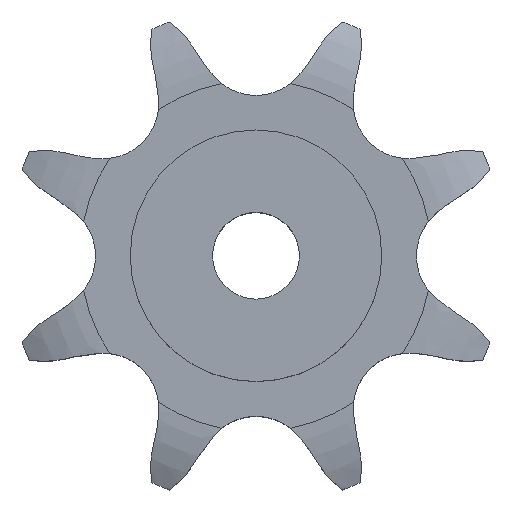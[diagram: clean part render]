
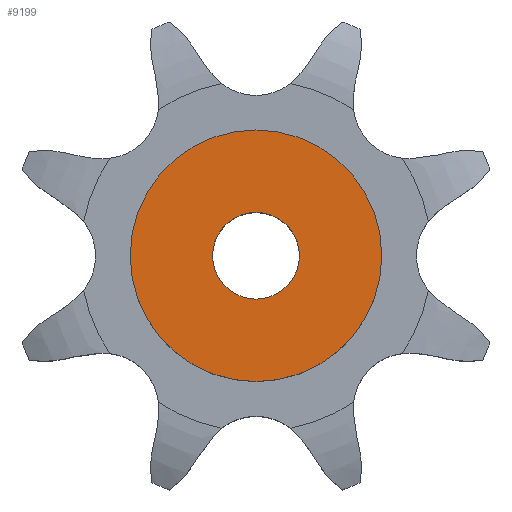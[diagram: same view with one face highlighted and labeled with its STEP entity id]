
A CAD part, top view. The second image highlights one B-rep face of the part: STEP entity #9199.
In plain terms, the highlighted planar face has unit normal (0, 0, 1).
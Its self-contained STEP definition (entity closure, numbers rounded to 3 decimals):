
#1749 = CYLINDRICAL_SURFACE('',#1750,29.);
#1750 = AXIS2_PLACEMENT_3D('',#1751,#1752,#1753);
#1751 = CARTESIAN_POINT('',(0.,0.,0.));
#1752 = DIRECTION('',(-0.,-0.,-1.));
#1753 = DIRECTION('',(1.,0.,0.));
#6068 = VERTEX_POINT('',#6069);
#6069 = CARTESIAN_POINT('',(29.,0.,45.));
#6090 = EDGE_CURVE('',#6068,#6068,#6091,.T.);
#6091 = SURFACE_CURVE('',#6092,(#6097,#6104),.PCURVE_S1.);
#6092 = CIRCLE('',#6093,29.);
#6093 = AXIS2_PLACEMENT_3D('',#6094,#6095,#6096);
#6094 = CARTESIAN_POINT('',(0.,0.,45.));
#6095 = DIRECTION('',(0.,0.,1.));
#6096 = DIRECTION('',(1.,0.,0.));
#6097 = PCURVE('',#1749,#6098);
#6098 = DEFINITIONAL_REPRESENTATION('',(#6099),#6103);
#6099 = LINE('',#6100,#6101);
#6100 = CARTESIAN_POINT('',(-0.,-45.));
#6101 = VECTOR('',#6102,1.);
#6102 = DIRECTION('',(-1.,0.));
#6103 = ( GEOMETRIC_REPRESENTATION_CONTEXT(2) 
PARAMETRIC_REPRESENTATION_CONTEXT() REPRESENTATION_CONTEXT('2D SPACE',''
  ) );
#6104 = PCURVE('',#6105,#6110);
#6105 = PLANE('',#6106);
#6106 = AXIS2_PLACEMENT_3D('',#6107,#6108,#6109);
#6107 = CARTESIAN_POINT('',(0.,0.,45.)
  );
#6108 = DIRECTION('',(0.,0.,1.));
#6109 = DIRECTION('',(1.,0.,0.));
#6110 = DEFINITIONAL_REPRESENTATION('',(#6111),#6115);
#6111 = CIRCLE('',#6112,29.);
#6112 = AXIS2_PLACEMENT_2D('',#6113,#6114);
#6113 = CARTESIAN_POINT('',(0.,0.));
#6114 = DIRECTION('',(1.,0.));
#6115 = ( GEOMETRIC_REPRESENTATION_CONTEXT(2) 
PARAMETRIC_REPRESENTATION_CONTEXT() REPRESENTATION_CONTEXT('2D SPACE',''
  ) );
#8005 = CYLINDRICAL_SURFACE('',#8006,10.);
#8006 = AXIS2_PLACEMENT_3D('',#8007,#8008,#8009);
#8007 = CARTESIAN_POINT('',(0.,0.,198.065));
#8008 = DIRECTION('',(0.,0.,1.));
#8009 = DIRECTION('',(1.,0.,0.));
#9199 = ADVANCED_FACE('',(#9200,#9203),#6105,.T.);
#9200 = FACE_BOUND('',#9201,.T.);
#9201 = EDGE_LOOP('',(#9202));
#9202 = ORIENTED_EDGE('',*,*,#6090,.T.);
#9203 = FACE_BOUND('',#9204,.T.);
#9204 = EDGE_LOOP('',(#9205));
#9205 = ORIENTED_EDGE('',*,*,#9206,.F.);
#9206 = EDGE_CURVE('',#9207,#9207,#9209,.T.);
#9207 = VERTEX_POINT('',#9208);
#9208 = CARTESIAN_POINT('',(10.,0.,45.));
#9209 = SURFACE_CURVE('',#9210,(#9215,#9222),.PCURVE_S1.);
#9210 = CIRCLE('',#9211,10.);
#9211 = AXIS2_PLACEMENT_3D('',#9212,#9213,#9214);
#9212 = CARTESIAN_POINT('',(0.,0.,45.));
#9213 = DIRECTION('',(0.,0.,1.));
#9214 = DIRECTION('',(1.,0.,0.));
#9215 = PCURVE('',#6105,#9216);
#9216 = DEFINITIONAL_REPRESENTATION('',(#9217),#9221);
#9217 = CIRCLE('',#9218,10.);
#9218 = AXIS2_PLACEMENT_2D('',#9219,#9220);
#9219 = CARTESIAN_POINT('',(0.,0.));
#9220 = DIRECTION('',(1.,0.));
#9221 = ( GEOMETRIC_REPRESENTATION_CONTEXT(2) 
PARAMETRIC_REPRESENTATION_CONTEXT() REPRESENTATION_CONTEXT('2D SPACE',''
  ) );
#9222 = PCURVE('',#8005,#9223);
#9223 = DEFINITIONAL_REPRESENTATION('',(#9224),#9228);
#9224 = LINE('',#9225,#9226);
#9225 = CARTESIAN_POINT('',(0.,-153.065));
#9226 = VECTOR('',#9227,1.);
#9227 = DIRECTION('',(1.,0.));
#9228 = ( GEOMETRIC_REPRESENTATION_CONTEXT(2) 
PARAMETRIC_REPRESENTATION_CONTEXT() REPRESENTATION_CONTEXT('2D SPACE',''
  ) );
